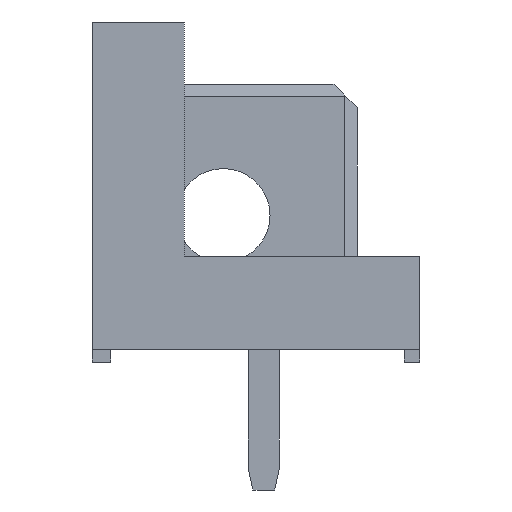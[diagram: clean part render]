
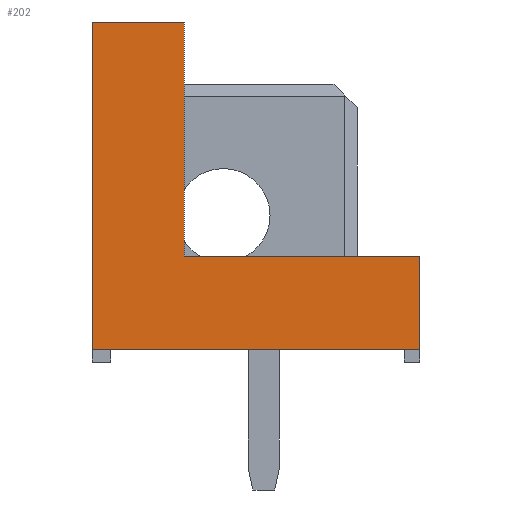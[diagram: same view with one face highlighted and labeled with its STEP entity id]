
A CAD part, left-side view. The second image highlights one B-rep face of the part: STEP entity #202.
In plain terms, the highlighted planar face has unit normal (-1, 0, 0).
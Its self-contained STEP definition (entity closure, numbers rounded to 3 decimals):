
#202 = ADVANCED_FACE( '', ( #477 ), #478, .F. );
#477 = FACE_OUTER_BOUND( '', #841, .T. );
#478 = PLANE( '', #842 );
#841 = EDGE_LOOP( '', ( #1254, #1255, #1256, #1257, #1258, #1259 ) );
#842 = AXIS2_PLACEMENT_3D( '', #1260, #1261, #1262 );
#1254 = ORIENTED_EDGE( '', *, *, #2337, .F. );
#1255 = ORIENTED_EDGE( '', *, *, #2338, .F. );
#1256 = ORIENTED_EDGE( '', *, *, #2339, .F. );
#1257 = ORIENTED_EDGE( '', *, *, #2340, .F. );
#1258 = ORIENTED_EDGE( '', *, *, #2312, .F. );
#1259 = ORIENTED_EDGE( '', *, *, #2341, .F. );
#1260 = CARTESIAN_POINT( '', ( -5., 0., 0. ) );
#1261 = DIRECTION( '', ( 1., 0., 0. ) );
#1262 = DIRECTION( '', ( 0., 0., -1. ) );
#2312 = EDGE_CURVE( '', #2777, #2779, #2780, .T. );
#2337 = EDGE_CURVE( '', #2827, #2828, #2829, .T. );
#2338 = EDGE_CURVE( '', #2830, #2827, #2831, .T. );
#2339 = EDGE_CURVE( '', #2832, #2830, #2833, .T. );
#2340 = EDGE_CURVE( '', #2779, #2832, #2834, .T. );
#2341 = EDGE_CURVE( '', #2828, #2777, #2835, .T. );
#2777 = VERTEX_POINT( '', #3450 );
#2779 = VERTEX_POINT( '', #3453 );
#2780 = LINE( '', #3454, #3455 );
#2827 = VERTEX_POINT( '', #3525 );
#2828 = VERTEX_POINT( '', #3526 );
#2829 = LINE( '', #3527, #3528 );
#2830 = VERTEX_POINT( '', #3529 );
#2831 = LINE( '', #3530, #3531 );
#2832 = VERTEX_POINT( '', #3532 );
#2833 = LINE( '', #3533, #3534 );
#2834 = LINE( '', #3535, #3536 );
#2835 = LINE( '', #3537, #3538 );
#3450 = CARTESIAN_POINT( '', ( -5., 6.725, 3.75 ) );
#3453 = CARTESIAN_POINT( '', ( -5., 3.775, 3.75 ) );
#3454 = CARTESIAN_POINT( '', ( -5., 3.775, 3.75 ) );
#3455 = VECTOR( '', #4345, 1000. );
#3525 = CARTESIAN_POINT( '', ( -5., -3.775, -6.75 ) );
#3526 = CARTESIAN_POINT( '', ( -5., 6.725, -6.75 ) );
#3527 = CARTESIAN_POINT( '', ( -5., 0., -6.75 ) );
#3528 = VECTOR( '', #4369, 1000. );
#3529 = CARTESIAN_POINT( '', ( -5., -3.775, -3.75 ) );
#3530 = CARTESIAN_POINT( '', ( -5., -3.775, -7.15 ) );
#3531 = VECTOR( '', #4370, 1000. );
#3532 = CARTESIAN_POINT( '', ( -5., 3.775, -3.75 ) );
#3533 = CARTESIAN_POINT( '', ( -5., 3.775, -3.75 ) );
#3534 = VECTOR( '', #4371, 1000. );
#3535 = CARTESIAN_POINT( '', ( -5., 3.775, 3.75 ) );
#3536 = VECTOR( '', #4372, 1000. );
#3537 = CARTESIAN_POINT( '', ( -5., 6.725, 3.75 ) );
#3538 = VECTOR( '', #4373, 1000. );
#4345 = DIRECTION( '', ( 0., -1., 0. ) );
#4369 = DIRECTION( '', ( 0., 1., 0. ) );
#4370 = DIRECTION( '', ( 0., 0., -1. ) );
#4371 = DIRECTION( '', ( 0., -1., 0. ) );
#4372 = DIRECTION( '', ( 0., 0., -1. ) );
#4373 = DIRECTION( '', ( 0., 0., 1. ) );
